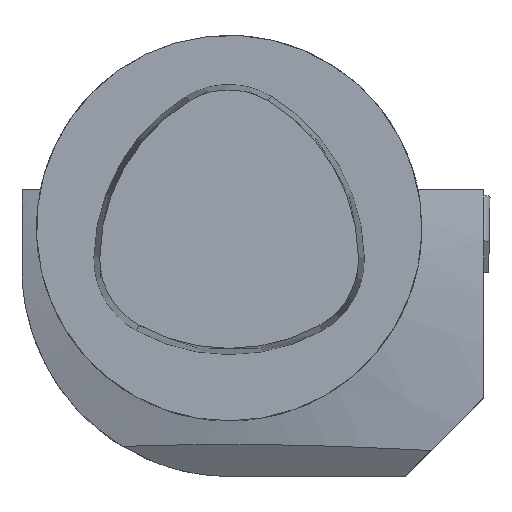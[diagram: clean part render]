
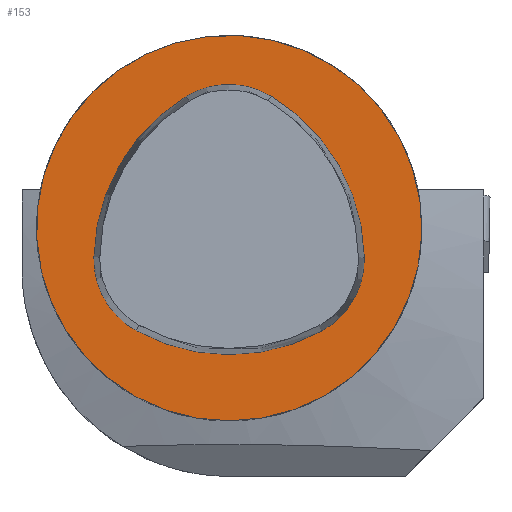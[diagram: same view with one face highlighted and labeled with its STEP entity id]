
A CAD part, top view. The second image highlights one B-rep face of the part: STEP entity #153.
In plain terms, the highlighted planar face has unit normal (0, 0, 1).
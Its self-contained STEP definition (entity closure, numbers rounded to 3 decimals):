
#91=CIRCLE('',#1105,20.);
#153=ADVANCED_FACE('',(#254),#210,.T.);
#210=PLANE('',#1111);
#254=FACE_OUTER_BOUND('',#318,.T.);
#318=EDGE_LOOP('',(#466));
#466=ORIENTED_EDGE('',*,*,#801,.F.);
#693=VERTEX_POINT('',#1689);
#801=EDGE_CURVE('',#693,#693,#91,.T.);
#1105=AXIS2_PLACEMENT_3D('',#1688,#1274,#1275);
#1111=AXIS2_PLACEMENT_3D('',#1707,#1290,#1291);
#1274=DIRECTION('',(0.,0.,-1.));
#1275=DIRECTION('',(0.,-1.,0.));
#1290=DIRECTION('',(0.,0.,1.));
#1291=DIRECTION('',(0.,-1.,0.));
#1688=CARTESIAN_POINT('',(0.,0.,0.));
#1689=CARTESIAN_POINT('',(0.,-20.,0.));
#1707=CARTESIAN_POINT('',(20.,0.,0.));
